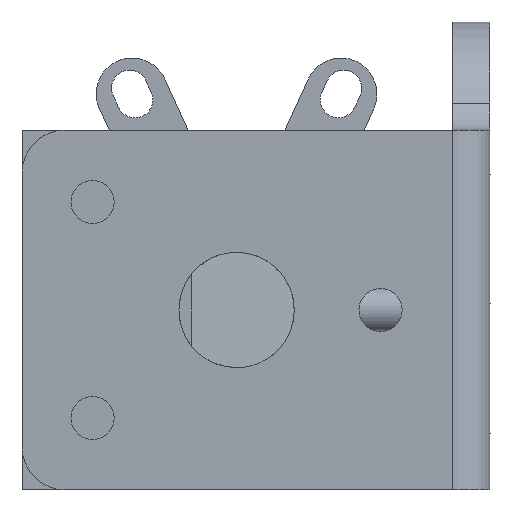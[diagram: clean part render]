
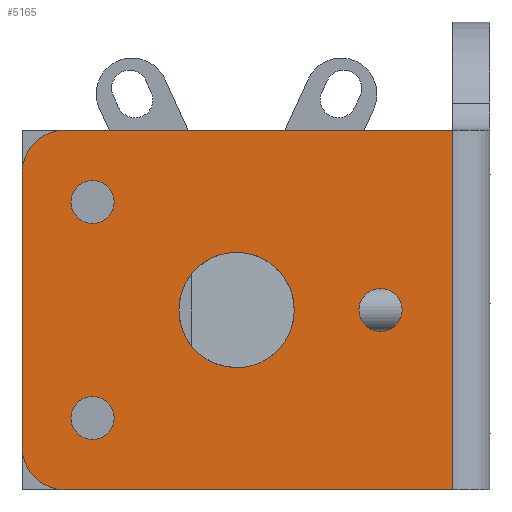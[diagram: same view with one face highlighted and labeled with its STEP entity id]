
A CAD part, left-side view. The second image highlights one B-rep face of the part: STEP entity #5165.
In plain terms, the highlighted planar face has unit normal (-1, 0, 0).
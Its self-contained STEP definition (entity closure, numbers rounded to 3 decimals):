
#15 = AXIS2_PLACEMENT_3D ( 'NONE', #2642, #6903, #3260 ) ;
#67 = CARTESIAN_POINT ( 'NONE',  ( -16., 17.6, -7. ) ) ;
#152 = AXIS2_PLACEMENT_3D ( 'NONE', #2288, #6557, #2899 ) ;
#240 = CARTESIAN_POINT ( 'NONE',  ( -16., 7.6, -11. ) ) ;
#302 = EDGE_CURVE ( 'NONE', #4657, #2651, #2391, .T. ) ;
#315 = ORIENTED_EDGE ( 'NONE', *, *, #2832, .F. ) ;
#323 = VERTEX_POINT ( 'NONE', #67 ) ;
#326 = ORIENTED_EDGE ( 'NONE', *, *, #3425, .T. ) ;
#341 = ORIENTED_EDGE ( 'NONE', *, *, #927, .F. ) ;
#405 = VERTEX_POINT ( 'NONE', #4884 ) ;
#450 = CARTESIAN_POINT ( 'NONE',  ( -16., 29.5, 1.5 ) ) ;
#572 = DIRECTION ( 'NONE',  ( -1., 0., 0. ) ) ;
#607 = DIRECTION ( 'NONE',  ( 0., 0., -1. ) ) ;
#797 = CARTESIAN_POINT ( 'NONE',  ( -16., 27.6, -18.5 ) ) ;
#815 = DIRECTION ( 'NONE',  ( 0., 0., 1. ) ) ;
#816 = CARTESIAN_POINT ( 'NONE',  ( -16., 2.6, 1.5 ) ) ;
#822 = AXIS2_PLACEMENT_3D ( 'NONE', #240, #4531, #865 ) ;
#865 = DIRECTION ( 'NONE',  ( 0., 0., -1. ) ) ;
#927 = EDGE_CURVE ( 'NONE', #6058, #4321, #6280, .T. ) ;
#968 = EDGE_LOOP ( 'NONE', ( #7845, #3927 ) ) ;
#1074 = DIRECTION ( 'NONE',  ( -1., 0., 0. ) ) ;
#1079 = AXIS2_PLACEMENT_3D ( 'NONE', #4737, #1074, #5353 ) ;
#1207 = AXIS2_PLACEMENT_3D ( 'NONE', #7276, #4318, #607 ) ;
#1223 = CARTESIAN_POINT ( 'NONE',  ( -16., 7.6, -11. ) ) ;
#1345 = AXIS2_PLACEMENT_3D ( 'NONE', #2558, #6817, #3177 ) ;
#1377 = LINE ( 'NONE', #6824, #4435 ) ;
#1406 = VERTEX_POINT ( 'NONE', #3003 ) ;
#1430 = FACE_OUTER_BOUND ( 'NONE', #7826, .T. ) ;
#1438 = CARTESIAN_POINT ( 'NONE',  ( -16., 32.5, 0. ) ) ;
#1556 = EDGE_CURVE ( 'NONE', #405, #1942, #2276, .T. ) ;
#1614 = CARTESIAN_POINT ( 'NONE',  ( -16., 32.5, -1.5 ) ) ;
#1677 = CARTESIAN_POINT ( 'NONE',  ( -16., 17.6, -15. ) ) ;
#1764 = VERTEX_POINT ( 'NONE', #3171 ) ;
#1785 = CARTESIAN_POINT ( 'NONE',  ( -16., 1000., -23.5 ) ) ;
#1827 = CIRCLE ( 'NONE', #2601, 1.5 ) ;
#1829 = DIRECTION ( 'NONE',  ( 0., -1., 0. ) ) ;
#1840 = DIRECTION ( 'NONE',  ( 0., 0., -1. ) ) ;
#1877 = VERTEX_POINT ( 'NONE', #4512 ) ;
#1942 = VERTEX_POINT ( 'NONE', #5789 ) ;
#2276 = CIRCLE ( 'NONE', #6710, 1.5 ) ;
#2288 = CARTESIAN_POINT ( 'NONE',  ( -16., 17.6, -11. ) ) ;
#2304 = ORIENTED_EDGE ( 'NONE', *, *, #7750, .T. ) ;
#2349 = CARTESIAN_POINT ( 'NONE',  ( -16., 27.6, -18.5 ) ) ;
#2391 = CIRCLE ( 'NONE', #1207, 3. ) ;
#2558 = CARTESIAN_POINT ( 'NONE',  ( -16., 27.6, -3.5 ) ) ;
#2601 = AXIS2_PLACEMENT_3D ( 'NONE', #2349, #6610, #2951 ) ;
#2642 = CARTESIAN_POINT ( 'NONE',  ( -16., 17.6, -11. ) ) ;
#2651 = VERTEX_POINT ( 'NONE', #1614 ) ;
#2682 = CARTESIAN_POINT ( 'NONE',  ( -16., 1000., -23.5 ) ) ;
#2756 = LINE ( 'NONE', #2682, #6193 ) ;
#2806 = ORIENTED_EDGE ( 'NONE', *, *, #6147, .F. ) ;
#2832 = EDGE_CURVE ( 'NONE', #6726, #1877, #7146, .T. ) ;
#2859 = CIRCLE ( 'NONE', #1079, 3. ) ;
#2899 = DIRECTION ( 'NONE',  ( 0., 0., -1. ) ) ;
#2951 = DIRECTION ( 'NONE',  ( 0., 0., -1. ) ) ;
#3003 = CARTESIAN_POINT ( 'NONE',  ( -16., 32.5, -20.5 ) ) ;
#3008 = EDGE_LOOP ( 'NONE', ( #5454, #341 ) ) ;
#3045 = FACE_BOUND ( 'NONE', #968, .T. ) ;
#3171 = CARTESIAN_POINT ( 'NONE',  ( -16., 2.6, -23.5 ) ) ;
#3177 = DIRECTION ( 'NONE',  ( 0., 0., -1. ) ) ;
#3260 = DIRECTION ( 'NONE',  ( 0., 0., -1. ) ) ;
#3313 = ORIENTED_EDGE ( 'NONE', *, *, #5083, .F. ) ;
#3425 = EDGE_CURVE ( 'NONE', #1406, #6685, #2859, .T. ) ;
#3574 = PLANE ( 'NONE',  #4659 ) ;
#3590 = EDGE_LOOP ( 'NONE', ( #3313, #6186 ) ) ;
#3625 = CIRCLE ( 'NONE', #152, 4. ) ;
#3721 = LINE ( 'NONE', #5473, #7497 ) ;
#3752 = AXIS2_PLACEMENT_3D ( 'NONE', #797, #5077, #5677 ) ;
#3927 = ORIENTED_EDGE ( 'NONE', *, *, #5294, .F. ) ;
#4239 = CARTESIAN_POINT ( 'NONE',  ( -16., 27.6, -3.5 ) ) ;
#4284 = CARTESIAN_POINT ( 'NONE',  ( -16., 29.5, -23.5 ) ) ;
#4318 = DIRECTION ( 'NONE',  ( -1., 0., 0. ) ) ;
#4321 = VERTEX_POINT ( 'NONE', #7662 ) ;
#4435 = VECTOR ( 'NONE', #7427, 1000. ) ;
#4453 = CIRCLE ( 'NONE', #1345, 1.5 ) ;
#4512 = CARTESIAN_POINT ( 'NONE',  ( -16., 27.6, -5. ) ) ;
#4515 = EDGE_CURVE ( 'NONE', #6685, #1764, #2756, .T. ) ;
#4531 = DIRECTION ( 'NONE',  ( -1., 0., 0. ) ) ;
#4657 = VERTEX_POINT ( 'NONE', #450 ) ;
#4659 = AXIS2_PLACEMENT_3D ( 'NONE', #1785, #7204, #6031 ) ;
#4676 = FACE_BOUND ( 'NONE', #3590, .T. ) ;
#4737 = CARTESIAN_POINT ( 'NONE',  ( -16., 29.5, -20.5 ) ) ;
#4779 = EDGE_CURVE ( 'NONE', #4657, #5248, #3721, .T. ) ;
#4859 = DIRECTION ( 'NONE',  ( 0., 0., -1. ) ) ;
#4884 = CARTESIAN_POINT ( 'NONE',  ( -16., 7.6, -9.5 ) ) ;
#4931 = CARTESIAN_POINT ( 'NONE',  ( -16., 27.6, -2. ) ) ;
#5077 = DIRECTION ( 'NONE',  ( -1., 0., 0. ) ) ;
#5083 = EDGE_CURVE ( 'NONE', #323, #6478, #3625, .T. ) ;
#5130 = EDGE_CURVE ( 'NONE', #4321, #6058, #1827, .T. ) ;
#5151 = CIRCLE ( 'NONE', #822, 1.5 ) ;
#5157 = DIRECTION ( 'NONE',  ( 0., -1., 0. ) ) ;
#5165 = ADVANCED_FACE ( 'NONE', ( #6474, #6269, #3045, #4676, #1430 ), #3574, .F. ) ;
#5248 = VERTEX_POINT ( 'NONE', #816 ) ;
#5249 = EDGE_CURVE ( 'NONE', #6478, #323, #6927, .T. ) ;
#5294 = EDGE_CURVE ( 'NONE', #1942, #405, #5151, .T. ) ;
#5353 = DIRECTION ( 'NONE',  ( 0., 0., -1. ) ) ;
#5454 = ORIENTED_EDGE ( 'NONE', *, *, #5130, .F. ) ;
#5473 = CARTESIAN_POINT ( 'NONE',  ( -16., 1000., 1.5 ) ) ;
#5485 = DIRECTION ( 'NONE',  ( -1., 0., 0. ) ) ;
#5659 = LINE ( 'NONE', #1438, #7064 ) ;
#5677 = DIRECTION ( 'NONE',  ( 0., 0., -1. ) ) ;
#5763 = ORIENTED_EDGE ( 'NONE', *, *, #302, .T. ) ;
#5789 = CARTESIAN_POINT ( 'NONE',  ( -16., 7.6, -12.5 ) ) ;
#5856 = ORIENTED_EDGE ( 'NONE', *, *, #7852, .F. ) ;
#6031 = DIRECTION ( 'NONE',  ( 0., 0., -1. ) ) ;
#6058 = VERTEX_POINT ( 'NONE', #7348 ) ;
#6147 = EDGE_CURVE ( 'NONE', #1877, #6726, #4453, .T. ) ;
#6186 = ORIENTED_EDGE ( 'NONE', *, *, #5249, .F. ) ;
#6193 = VECTOR ( 'NONE', #5157, 1000. ) ;
#6269 = FACE_BOUND ( 'NONE', #3008, .T. ) ;
#6280 = CIRCLE ( 'NONE', #3752, 1.5 ) ;
#6455 = ORIENTED_EDGE ( 'NONE', *, *, #4779, .F. ) ;
#6474 = FACE_BOUND ( 'NONE', #7823, .T. ) ;
#6478 = VERTEX_POINT ( 'NONE', #1677 ) ;
#6557 = DIRECTION ( 'NONE',  ( -1., 0., 0. ) ) ;
#6610 = DIRECTION ( 'NONE',  ( -1., 0., 0. ) ) ;
#6685 = VERTEX_POINT ( 'NONE', #4284 ) ;
#6710 = AXIS2_PLACEMENT_3D ( 'NONE', #1223, #5485, #1840 ) ;
#6726 = VERTEX_POINT ( 'NONE', #4931 ) ;
#6817 = DIRECTION ( 'NONE',  ( -1., 0., 0. ) ) ;
#6824 = CARTESIAN_POINT ( 'NONE',  ( -16., 2.6, 1.5 ) ) ;
#6903 = DIRECTION ( 'NONE',  ( -1., 0., 0. ) ) ;
#6927 = CIRCLE ( 'NONE', #15, 4. ) ;
#7064 = VECTOR ( 'NONE', #815, 1000. ) ;
#7146 = CIRCLE ( 'NONE', #7620, 1.5 ) ;
#7204 = DIRECTION ( 'NONE',  ( 1., 0., 0. ) ) ;
#7264 = ORIENTED_EDGE ( 'NONE', *, *, #4515, .T. ) ;
#7276 = CARTESIAN_POINT ( 'NONE',  ( -16., 29.5, -1.5 ) ) ;
#7348 = CARTESIAN_POINT ( 'NONE',  ( -16., 27.6, -20. ) ) ;
#7427 = DIRECTION ( 'NONE',  ( 0., 0., 1. ) ) ;
#7497 = VECTOR ( 'NONE', #1829, 1000. ) ;
#7620 = AXIS2_PLACEMENT_3D ( 'NONE', #4239, #572, #4859 ) ;
#7662 = CARTESIAN_POINT ( 'NONE',  ( -16., 27.6, -17. ) ) ;
#7750 = EDGE_CURVE ( 'NONE', #1764, #5248, #1377, .T. ) ;
#7823 = EDGE_LOOP ( 'NONE', ( #315, #2806 ) ) ;
#7826 = EDGE_LOOP ( 'NONE', ( #7264, #2304, #6455, #5763, #5856, #326 ) ) ;
#7845 = ORIENTED_EDGE ( 'NONE', *, *, #1556, .F. ) ;
#7852 = EDGE_CURVE ( 'NONE', #1406, #2651, #5659, .T. ) ;
